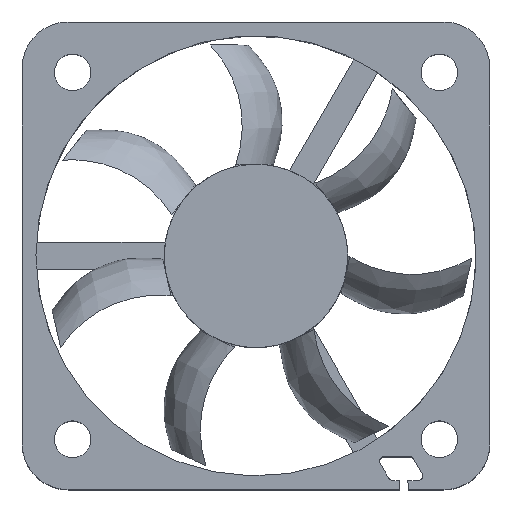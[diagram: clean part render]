
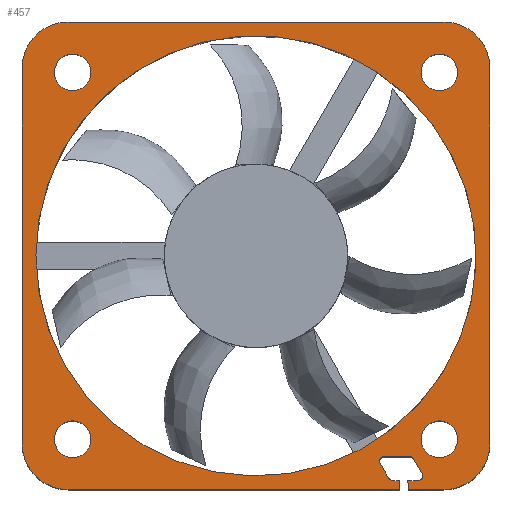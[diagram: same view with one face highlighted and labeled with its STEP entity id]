
A CAD part, top view. The second image highlights one B-rep face of the part: STEP entity #457.
In plain terms, the highlighted planar face has unit normal (0, 0, 1).
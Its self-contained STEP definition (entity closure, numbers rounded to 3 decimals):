
#323=FACE_BOUND('',#831,.T.);
#324=FACE_BOUND('',#832,.T.);
#325=FACE_BOUND('',#833,.T.);
#326=FACE_BOUND('',#834,.T.);
#327=FACE_BOUND('',#835,.T.);
#328=FACE_BOUND('',#836,.T.);
#457=ADVANCED_FACE('',(#323,#324,#325,#326,#327,#328),#538,.T.);
#538=PLANE('',#2662);
#831=EDGE_LOOP('',(#1507,#1508,#1509,#1510,#1511,#1512,#1513,#1514,#1515,
#1516,#1517,#1518,#1519,#1520,#1521,#1522,#1523,#1524,#1525,#1526));
#832=EDGE_LOOP('',(#1527));
#833=EDGE_LOOP('',(#1528));
#834=EDGE_LOOP('',(#1529));
#835=EDGE_LOOP('',(#1530));
#836=EDGE_LOOP('',(#1531));
#893=CIRCLE('',#2534,2.);
#894=CIRCLE('',#2536,2.);
#895=CIRCLE('',#2538,2.);
#896=CIRCLE('',#2540,2.);
#897=CIRCLE('',#2543,24.);
#898=CIRCLE('',#2546,5.);
#899=CIRCLE('',#2549,5.);
#900=CIRCLE('',#2552,5.);
#901=CIRCLE('',#2555,5.);
#926=CIRCLE('',#2658,0.5);
#927=CIRCLE('',#2659,0.5);
#928=CIRCLE('',#2660,0.5);
#929=CIRCLE('',#2661,0.5);
#1507=ORIENTED_EDGE('',*,*,#2130,.F.);
#1508=ORIENTED_EDGE('',*,*,#1858,.T.);
#1509=ORIENTED_EDGE('',*,*,#1963,.T.);
#1510=ORIENTED_EDGE('',*,*,#1936,.T.);
#1511=ORIENTED_EDGE('',*,*,#1940,.T.);
#1512=ORIENTED_EDGE('',*,*,#1945,.T.);
#1513=ORIENTED_EDGE('',*,*,#1948,.T.);
#1514=ORIENTED_EDGE('',*,*,#1953,.T.);
#1515=ORIENTED_EDGE('',*,*,#1956,.T.);
#1516=ORIENTED_EDGE('',*,*,#1958,.T.);
#1517=ORIENTED_EDGE('',*,*,#2131,.F.);
#1518=ORIENTED_EDGE('',*,*,#2132,.F.);
#1519=ORIENTED_EDGE('',*,*,#2133,.T.);
#1520=ORIENTED_EDGE('',*,*,#2134,.F.);
#1521=ORIENTED_EDGE('',*,*,#2135,.T.);
#1522=ORIENTED_EDGE('',*,*,#2136,.F.);
#1523=ORIENTED_EDGE('',*,*,#2137,.T.);
#1524=ORIENTED_EDGE('',*,*,#2138,.F.);
#1525=ORIENTED_EDGE('',*,*,#2139,.T.);
#1526=ORIENTED_EDGE('',*,*,#2140,.F.);
#1527=ORIENTED_EDGE('',*,*,#1930,.F.);
#1528=ORIENTED_EDGE('',*,*,#1928,.F.);
#1529=ORIENTED_EDGE('',*,*,#1927,.F.);
#1530=ORIENTED_EDGE('',*,*,#1929,.F.);
#1531=ORIENTED_EDGE('',*,*,#1931,.F.);
#1653=VERTEX_POINT('',#3342);
#1654=VERTEX_POINT('',#3343);
#1702=VERTEX_POINT('',#3481);
#1703=VERTEX_POINT('',#3484);
#1704=VERTEX_POINT('',#3487);
#1705=VERTEX_POINT('',#3490);
#1706=VERTEX_POINT('',#3494);
#1710=VERTEX_POINT('',#3504);
#1711=VERTEX_POINT('',#3505);
#1712=VERTEX_POINT('',#3510);
#1716=VERTEX_POINT('',#3521);
#1717=VERTEX_POINT('',#3525);
#1721=VERTEX_POINT('',#3536);
#1722=VERTEX_POINT('',#3540);
#1723=VERTEX_POINT('',#3544);
#1807=VERTEX_POINT('',#5774);
#1808=VERTEX_POINT('',#5776);
#1809=VERTEX_POINT('',#5778);
#1810=VERTEX_POINT('',#5780);
#1811=VERTEX_POINT('',#5782);
#1812=VERTEX_POINT('',#5784);
#1813=VERTEX_POINT('',#5786);
#1814=VERTEX_POINT('',#5788);
#1815=VERTEX_POINT('',#5790);
#1816=VERTEX_POINT('',#5792);
#1858=EDGE_CURVE('',#1653,#1654,#2180,.T.);
#1927=EDGE_CURVE('',#1702,#1702,#893,.T.);
#1928=EDGE_CURVE('',#1703,#1703,#894,.T.);
#1929=EDGE_CURVE('',#1704,#1704,#895,.T.);
#1930=EDGE_CURVE('',#1705,#1705,#896,.T.);
#1931=EDGE_CURVE('',#1706,#1706,#897,.T.);
#1936=EDGE_CURVE('',#1710,#1711,#2234,.T.);
#1940=EDGE_CURVE('',#1711,#1712,#898,.T.);
#1945=EDGE_CURVE('',#1712,#1716,#2242,.T.);
#1948=EDGE_CURVE('',#1716,#1717,#899,.T.);
#1953=EDGE_CURVE('',#1717,#1721,#2249,.T.);
#1956=EDGE_CURVE('',#1721,#1722,#900,.T.);
#1958=EDGE_CURVE('',#1722,#1723,#2253,.T.);
#1963=EDGE_CURVE('',#1654,#1710,#901,.T.);
#2130=EDGE_CURVE('',#1653,#1807,#2291,.T.);
#2131=EDGE_CURVE('',#1808,#1723,#2292,.T.);
#2132=EDGE_CURVE('',#1809,#1808,#2293,.T.);
#2133=EDGE_CURVE('',#1809,#1810,#926,.T.);
#2134=EDGE_CURVE('',#1811,#1810,#2294,.T.);
#2135=EDGE_CURVE('',#1811,#1812,#927,.T.);
#2136=EDGE_CURVE('',#1813,#1812,#2295,.T.);
#2137=EDGE_CURVE('',#1813,#1814,#928,.T.);
#2138=EDGE_CURVE('',#1815,#1814,#2296,.T.);
#2139=EDGE_CURVE('',#1815,#1816,#929,.T.);
#2140=EDGE_CURVE('',#1807,#1816,#2297,.T.);
#2180=LINE('',#3341,#2337);
#2234=LINE('',#3503,#2391);
#2242=LINE('',#3520,#2399);
#2249=LINE('',#3535,#2406);
#2253=LINE('',#3546,#2410);
#2291=LINE('',#5773,#2448);
#2292=LINE('',#5775,#2449);
#2293=LINE('',#5777,#2450);
#2294=LINE('',#5781,#2451);
#2295=LINE('',#5785,#2452);
#2296=LINE('',#5789,#2453);
#2297=LINE('',#5793,#2454);
#2337=VECTOR('',#2747,1.);
#2391=VECTOR('',#2903,1.);
#2399=VECTOR('',#2917,1.);
#2406=VECTOR('',#2930,1.);
#2410=VECTOR('',#2940,1.);
#2448=VECTOR('',#3186,1.);
#2449=VECTOR('',#3187,1.);
#2450=VECTOR('',#3188,1.);
#2451=VECTOR('',#3191,1.);
#2452=VECTOR('',#3194,1.);
#2453=VECTOR('',#3197,1.);
#2454=VECTOR('',#3200,1.);
#2534=AXIS2_PLACEMENT_3D('',#3480,#2877,#2878);
#2536=AXIS2_PLACEMENT_3D('',#3483,#2881,#2882);
#2538=AXIS2_PLACEMENT_3D('',#3486,#2885,#2886);
#2540=AXIS2_PLACEMENT_3D('',#3489,#2889,#2890);
#2543=AXIS2_PLACEMENT_3D('',#3493,#2895,#2896);
#2546=AXIS2_PLACEMENT_3D('',#3511,#2909,#2910);
#2549=AXIS2_PLACEMENT_3D('',#3526,#2922,#2923);
#2552=AXIS2_PLACEMENT_3D('',#3541,#2935,#2936);
#2555=AXIS2_PLACEMENT_3D('',#3554,#2947,#2948);
#2658=AXIS2_PLACEMENT_3D('',#5779,#3189,#3190);
#2659=AXIS2_PLACEMENT_3D('',#5783,#3192,#3193);
#2660=AXIS2_PLACEMENT_3D('',#5787,#3195,#3196);
#2661=AXIS2_PLACEMENT_3D('',#5791,#3198,#3199);
#2662=AXIS2_PLACEMENT_3D('',#5794,#3201,#3202);
#2747=DIRECTION('',(1.,0.,0.));
#2877=DIRECTION('',(0.,0.,1.));
#2878=DIRECTION('',(-1.,0.,0.));
#2881=DIRECTION('',(0.,0.,1.));
#2882=DIRECTION('',(-1.,0.,0.));
#2885=DIRECTION('',(0.,0.,1.));
#2886=DIRECTION('',(-1.,0.,0.));
#2889=DIRECTION('',(0.,0.,1.));
#2890=DIRECTION('',(-1.,0.,0.));
#2895=DIRECTION('',(0.,0.,1.));
#2896=DIRECTION('',(-1.,0.,0.));
#2903=DIRECTION('',(0.,1.,0.));
#2909=DIRECTION('',(0.,0.,1.));
#2910=DIRECTION('',(-1.,0.,0.));
#2917=DIRECTION('',(-1.,0.,0.));
#2922=DIRECTION('',(0.,0.,1.));
#2923=DIRECTION('',(-1.,0.,0.));
#2930=DIRECTION('',(0.,-1.,0.));
#2935=DIRECTION('',(0.,0.,1.));
#2936=DIRECTION('',(-1.,0.,0.));
#2940=DIRECTION('',(1.,0.,0.));
#2947=DIRECTION('',(0.,0.,1.));
#2948=DIRECTION('',(-1.,0.,0.));
#3186=DIRECTION('',(-0.07,0.998,0.));
#3187=DIRECTION('',(0.,-1.,0.));
#3188=DIRECTION('',(1.,0.,0.));
#3189=DIRECTION('',(0.,0.,-1.));
#3190=DIRECTION('',(1.,0.,0.));
#3191=DIRECTION('',(0.5,-0.866,0.));
#3192=DIRECTION('',(0.,0.,-1.));
#3193=DIRECTION('',(1.,0.,0.));
#3194=DIRECTION('',(-1.,0.001,0.));
#3195=DIRECTION('',(0.,0.,-1.));
#3196=DIRECTION('',(1.,0.,0.));
#3197=DIRECTION('',(-0.5,0.866,0.));
#3198=DIRECTION('',(0.,0.,-1.));
#3199=DIRECTION('',(1.,0.,0.));
#3200=DIRECTION('',(1.,0.,0.));
#3201=DIRECTION('',(0.,0.,1.));
#3202=DIRECTION('',(-1.,0.,0.));
#3341=CARTESIAN_POINT('',(20.5,-25.5,18.));
#3342=CARTESIAN_POINT('',(16.624,-25.5,18.));
#3343=CARTESIAN_POINT('',(20.5,-25.5,18.));
#3480=CARTESIAN_POINT('',(-20.,20.,18.));
#3481=CARTESIAN_POINT('',(-22.,20.,18.));
#3483=CARTESIAN_POINT('',(20.,20.,18.));
#3484=CARTESIAN_POINT('',(18.,20.,18.));
#3486=CARTESIAN_POINT('',(20.,-20.,18.));
#3487=CARTESIAN_POINT('',(18.,-20.,18.));
#3489=CARTESIAN_POINT('',(-20.,-20.,18.));
#3490=CARTESIAN_POINT('',(-22.,-20.,18.));
#3493=CARTESIAN_POINT('',(0.,0.,18.));
#3494=CARTESIAN_POINT('',(-24.,0.,18.));
#3503=CARTESIAN_POINT('',(25.5,20.5,18.));
#3504=CARTESIAN_POINT('',(25.5,-20.5,18.));
#3505=CARTESIAN_POINT('',(25.5,20.5,18.));
#3510=CARTESIAN_POINT('',(20.5,25.5,18.));
#3511=CARTESIAN_POINT('',(20.5,20.5,18.));
#3520=CARTESIAN_POINT('',(-20.5,25.5,18.));
#3521=CARTESIAN_POINT('',(-20.5,25.5,18.));
#3525=CARTESIAN_POINT('',(-25.5,20.5,18.));
#3526=CARTESIAN_POINT('',(-20.5,20.5,18.));
#3535=CARTESIAN_POINT('',(-25.5,-20.5,18.));
#3536=CARTESIAN_POINT('',(-25.5,-20.5,18.));
#3540=CARTESIAN_POINT('',(-20.5,-25.5,18.));
#3541=CARTESIAN_POINT('',(-20.5,-20.5,18.));
#3544=CARTESIAN_POINT('',(15.624,-25.5,18.));
#3546=CARTESIAN_POINT('',(20.5,-25.5,18.));
#3554=CARTESIAN_POINT('',(20.5,-20.5,18.));
#5773=CARTESIAN_POINT('',(14.769,1.033,18.));
#5774=CARTESIAN_POINT('',(16.554,-24.502,18.));
#5775=CARTESIAN_POINT('',(15.624,0.,18.));
#5776=CARTESIAN_POINT('',(15.624,-24.5,18.));
#5777=CARTESIAN_POINT('',(0.,-24.5,18.));
#5778=CARTESIAN_POINT('',(14.913,-24.5,18.));
#5779=CARTESIAN_POINT('',(14.913,-24.,18.));
#5780=CARTESIAN_POINT('',(14.48,-24.25,18.));
#5781=CARTESIAN_POINT('',(0.359,0.207,18.));
#5782=CARTESIAN_POINT('',(13.557,-22.652,18.));
#5783=CARTESIAN_POINT('',(13.99,-22.402,18.));
#5784=CARTESIAN_POINT('',(13.99,-21.902,18.));
#5785=CARTESIAN_POINT('',(-0.014,-21.894,18.));
#5786=CARTESIAN_POINT('',(16.766,-21.904,18.));
#5787=CARTESIAN_POINT('',(16.765,-22.404,18.));
#5788=CARTESIAN_POINT('',(17.198,-22.154,18.));
#5789=CARTESIAN_POINT('',(3.306,1.909,18.));
#5790=CARTESIAN_POINT('',(18.121,-23.752,18.));
#5791=CARTESIAN_POINT('',(17.688,-24.002,18.));
#5792=CARTESIAN_POINT('',(17.688,-24.502,18.));
#5793=CARTESIAN_POINT('',(0.,-24.502,18.));
#5794=CARTESIAN_POINT('',(0.,0.,18.));
